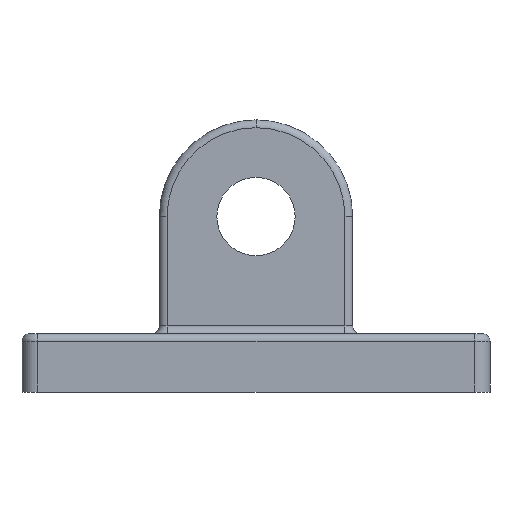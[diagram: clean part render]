
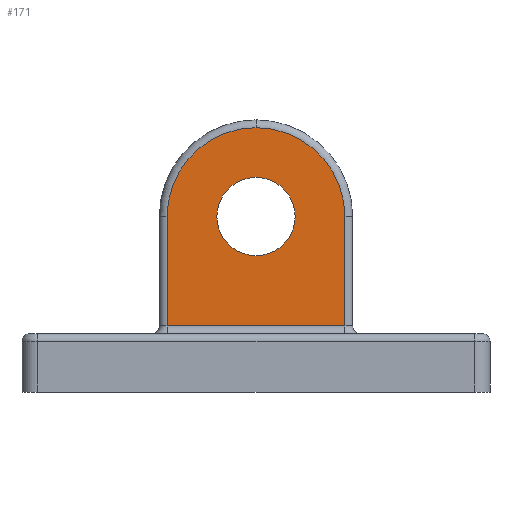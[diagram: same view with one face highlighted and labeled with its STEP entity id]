
A CAD part, left-side view. The second image highlights one B-rep face of the part: STEP entity #171.
In plain terms, the highlighted planar face has unit normal (-1, 0, 0).
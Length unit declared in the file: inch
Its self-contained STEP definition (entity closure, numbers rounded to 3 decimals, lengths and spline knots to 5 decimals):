
#29 = DIRECTION ( 'NONE',  ( -1., 0., 0. ) ) ;
#34 = FACE_OUTER_BOUND ( 'NONE', #1490, .T. ) ;
#148 = DIRECTION ( 'NONE',  ( 1., 0., 0. ) ) ;
#169 = CIRCLE ( 'NONE', #2064, 0.57 ) ;
#171 = ADVANCED_FACE ( 'NONE', ( #34, #1451 ), #1677, .T. ) ;
#173 = EDGE_CURVE ( 'NONE', #1789, #401, #620, .T. ) ;
#271 = CARTESIAN_POINT ( 'NONE',  ( -0.88, 0.57, 1.125 ) ) ;
#304 = CARTESIAN_POINT ( 'NONE',  ( -0.88, 0., 1.125 ) ) ;
#401 = VERTEX_POINT ( 'NONE', #2041 ) ;
#434 = CARTESIAN_POINT ( 'NONE',  ( -0.88, -0.57, 0.425 ) ) ;
#438 = EDGE_LOOP ( 'NONE', ( #1484, #784 ) ) ;
#462 = EDGE_CURVE ( 'NONE', #401, #2121, #975, .T. ) ;
#550 = ORIENTED_EDGE ( 'NONE', *, *, #462, .T. ) ;
#577 = CIRCLE ( 'NONE', #1583, 0.251 ) ;
#602 = LINE ( 'NONE', #1840, #1722 ) ;
#618 = DIRECTION ( 'NONE',  ( -1., 0., 0. ) ) ;
#620 = LINE ( 'NONE', #1975, #1008 ) ;
#720 = CARTESIAN_POINT ( 'NONE',  ( -0.88, 0., 1.125 ) ) ;
#784 = ORIENTED_EDGE ( 'NONE', *, *, #1737, .T. ) ;
#821 = DIRECTION ( 'NONE',  ( 0., 0., -1. ) ) ;
#835 = ORIENTED_EDGE ( 'NONE', *, *, #173, .T. ) ;
#884 = AXIS2_PLACEMENT_3D ( 'NONE', #1660, #974, #1011 ) ;
#898 = CARTESIAN_POINT ( 'NONE',  ( -0.88, 0.57, 0.425 ) ) ;
#974 = DIRECTION ( 'NONE',  ( -1., 0., 0. ) ) ;
#975 = CIRCLE ( 'NONE', #1601, 0.57 ) ;
#1008 = VECTOR ( 'NONE', #1358, 39.37008 ) ;
#1011 = DIRECTION ( 'NONE',  ( 0., 0., -1. ) ) ;
#1094 = ORIENTED_EDGE ( 'NONE', *, *, #1142, .T. ) ;
#1100 = DIRECTION ( 'NONE',  ( 0., 0., 1. ) ) ;
#1142 = EDGE_CURVE ( 'NONE', #2121, #1594, #169, .T. ) ;
#1153 = VERTEX_POINT ( 'NONE', #2036 ) ;
#1168 = CIRCLE ( 'NONE', #1456, 0.251 ) ;
#1295 = DIRECTION ( 'NONE',  ( 0., 0., -1. ) ) ;
#1301 = VERTEX_POINT ( 'NONE', #898 ) ;
#1340 = ORIENTED_EDGE ( 'NONE', *, *, #1471, .T. ) ;
#1358 = DIRECTION ( 'NONE',  ( 0., 0., 1. ) ) ;
#1361 = DIRECTION ( 'NONE',  ( 0., 0., 1. ) ) ;
#1451 = FACE_BOUND ( 'NONE', #438, .T. ) ;
#1456 = AXIS2_PLACEMENT_3D ( 'NONE', #1952, #148, #1295 ) ;
#1458 = LINE ( 'NONE', #1531, #2002 ) ;
#1471 = EDGE_CURVE ( 'NONE', #1594, #1301, #1458, .T. ) ;
#1484 = ORIENTED_EDGE ( 'NONE', *, *, #1906, .T. ) ;
#1490 = EDGE_LOOP ( 'NONE', ( #1340, #1925, #835, #550, #1094 ) ) ;
#1512 = DIRECTION ( 'NONE',  ( 0., -1., 0. ) ) ;
#1531 = CARTESIAN_POINT ( 'NONE',  ( -0.88, 0.57, 1.125 ) ) ;
#1583 = AXIS2_PLACEMENT_3D ( 'NONE', #2129, #1657, #821 ) ;
#1591 = CARTESIAN_POINT ( 'NONE',  ( -0.88, 0., 0.874 ) ) ;
#1594 = VERTEX_POINT ( 'NONE', #271 ) ;
#1601 = AXIS2_PLACEMENT_3D ( 'NONE', #304, #618, #1100 ) ;
#1623 = VERTEX_POINT ( 'NONE', #1591 ) ;
#1657 = DIRECTION ( 'NONE',  ( 1., 0., 0. ) ) ;
#1660 = CARTESIAN_POINT ( 'NONE',  ( -0.88, 0., 1.125 ) ) ;
#1677 = PLANE ( 'NONE',  #884 ) ;
#1679 = CARTESIAN_POINT ( 'NONE',  ( -0.88, 0., 1.695 ) ) ;
#1722 = VECTOR ( 'NONE', #1512, 39.37008 ) ;
#1737 = EDGE_CURVE ( 'NONE', #1153, #1623, #1168, .T. ) ;
#1789 = VERTEX_POINT ( 'NONE', #434 ) ;
#1840 = CARTESIAN_POINT ( 'NONE',  ( -0.88, 0., 0.425 ) ) ;
#1888 = DIRECTION ( 'NONE',  ( 0., 0., -1. ) ) ;
#1906 = EDGE_CURVE ( 'NONE', #1623, #1153, #577, .T. ) ;
#1925 = ORIENTED_EDGE ( 'NONE', *, *, #2018, .T. ) ;
#1952 = CARTESIAN_POINT ( 'NONE',  ( -0.88, 0., 1.125 ) ) ;
#1975 = CARTESIAN_POINT ( 'NONE',  ( -0.88, -0.57, 1.125 ) ) ;
#2002 = VECTOR ( 'NONE', #1888, 39.37008 ) ;
#2018 = EDGE_CURVE ( 'NONE', #1301, #1789, #602, .T. ) ;
#2036 = CARTESIAN_POINT ( 'NONE',  ( -0.88, 0., 1.376 ) ) ;
#2041 = CARTESIAN_POINT ( 'NONE',  ( -0.88, -0.57, 1.125 ) ) ;
#2064 = AXIS2_PLACEMENT_3D ( 'NONE', #720, #29, #1361 ) ;
#2121 = VERTEX_POINT ( 'NONE', #1679 ) ;
#2129 = CARTESIAN_POINT ( 'NONE',  ( -0.88, 0., 1.125 ) ) ;
